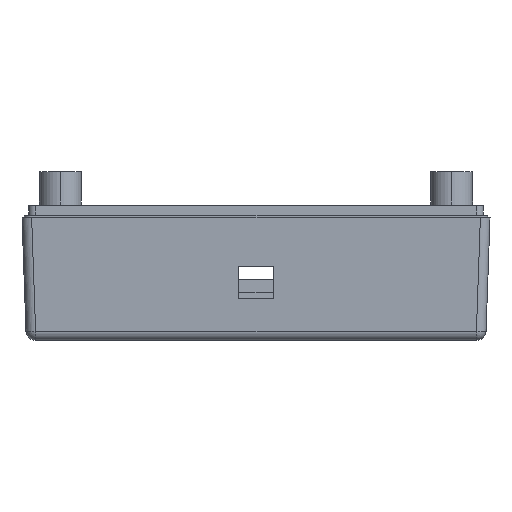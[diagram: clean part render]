
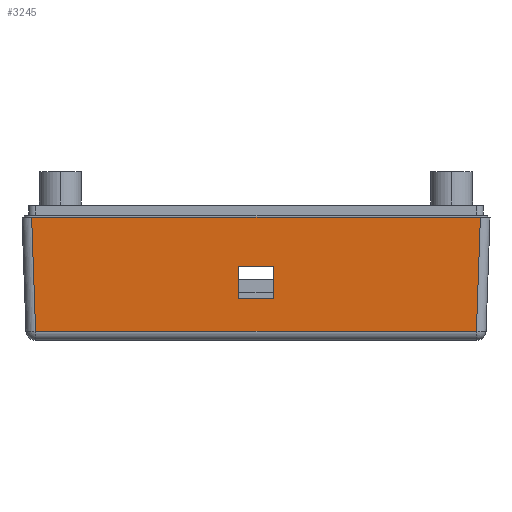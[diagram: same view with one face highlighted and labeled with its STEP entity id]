
A CAD part, left-side view. The second image highlights one B-rep face of the part: STEP entity #3245.
In plain terms, the highlighted planar face has unit normal (-0.999, 0, -0.035).
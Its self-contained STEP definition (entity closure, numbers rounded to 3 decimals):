
#4 = CARTESIAN_POINT ( 'NONE',  ( -52.945, 2.75, -15. ) ) ;
#68 = LINE ( 'NONE', #1400, #3077 ) ;
#148 = LINE ( 'NONE', #3350, #3792 ) ;
#247 = DIRECTION ( 'NONE',  ( -0.999, 0., -0.035 ) ) ;
#294 = VERTEX_POINT ( 'NONE', #300 ) ;
#300 = CARTESIAN_POINT ( 'NONE',  ( -52.491, -2.75, -28. ) ) ;
#395 = ORIENTED_EDGE ( 'NONE', *, *, #1226, .T. ) ;
#440 = EDGE_CURVE ( 'NONE', #1016, #2921, #3632, .T. ) ;
#461 = PLANE ( 'NONE',  #1120 ) ;
#465 = CARTESIAN_POINT ( 'NONE',  ( -52.665, 2.75, -23. ) ) ;
#515 = EDGE_CURVE ( 'NONE', #1881, #1318, #3748, .T. ) ;
#527 = EDGE_CURVE ( 'NONE', #2877, #1541, #3338, .T. ) ;
#590 = CARTESIAN_POINT ( 'NONE',  ( -52.858, -34.859, -17.487 ) ) ;
#592 = VECTOR ( 'NONE', #3513, 1000. ) ;
#739 = DIRECTION ( 'NONE',  ( 0., -1., 0. ) ) ;
#757 = DIRECTION ( 'NONE',  ( -0.035, 0., 0.999 ) ) ;
#842 = CARTESIAN_POINT ( 'NONE',  ( -52.934, 34.935, -15.3 ) ) ;
#1016 = VERTEX_POINT ( 'NONE', #1815 ) ;
#1120 = AXIS2_PLACEMENT_3D ( 'NONE', #1482, #247, #757 ) ;
#1224 = CARTESIAN_POINT ( 'NONE',  ( -52.934, 36.445, -15.3 ) ) ;
#1226 = EDGE_CURVE ( 'NONE', #294, #2871, #148, .T. ) ;
#1242 = EDGE_LOOP ( 'NONE', ( #3672, #2770, #2763, #395 ) ) ;
#1318 = VERTEX_POINT ( 'NONE', #1888 ) ;
#1400 = CARTESIAN_POINT ( 'NONE',  ( -52.945, -2.75, -15. ) ) ;
#1418 = VECTOR ( 'NONE', #3292, 1000. ) ;
#1482 = CARTESIAN_POINT ( 'NONE',  ( -52.945, 36.445, -15. ) ) ;
#1497 = VECTOR ( 'NONE', #739, 1000. ) ;
#1516 = DIRECTION ( 'NONE',  ( 0.035, 0., -0.999 ) ) ;
#1541 = VERTEX_POINT ( 'NONE', #1860 ) ;
#1560 = CARTESIAN_POINT ( 'NONE',  ( -52.314, 36.445, -33.052 ) ) ;
#1692 = DIRECTION ( 'NONE',  ( 0., 1., 0. ) ) ;
#1707 = EDGE_CURVE ( 'NONE', #1881, #1016, #3466, .T. ) ;
#1724 = CARTESIAN_POINT ( 'NONE',  ( -52.314, -34.315, -33.052 ) ) ;
#1788 = VECTOR ( 'NONE', #2352, 1000. ) ;
#1790 = EDGE_CURVE ( 'NONE', #2871, #2877, #2782, .T. ) ;
#1801 = ORIENTED_EDGE ( 'NONE', *, *, #515, .F. ) ;
#1815 = CARTESIAN_POINT ( 'NONE',  ( -52.314, 34.315, -33.052 ) ) ;
#1860 = CARTESIAN_POINT ( 'NONE',  ( -52.665, -2.75, -23. ) ) ;
#1873 = ORIENTED_EDGE ( 'NONE', *, *, #2949, .T. ) ;
#1881 = VERTEX_POINT ( 'NONE', #842 ) ;
#1888 = CARTESIAN_POINT ( 'NONE',  ( -52.934, -34.935, -15.3 ) ) ;
#2128 = CARTESIAN_POINT ( 'NONE',  ( -52.946, 34.947, -14.948 ) ) ;
#2352 = DIRECTION ( 'NONE',  ( 0.035, -0.035, -0.999 ) ) ;
#2423 = VECTOR ( 'NONE', #3381, 1000. ) ;
#2756 = FACE_BOUND ( 'NONE', #1242, .T. ) ;
#2763 = ORIENTED_EDGE ( 'NONE', *, *, #3999, .T. ) ;
#2770 = ORIENTED_EDGE ( 'NONE', *, *, #527, .T. ) ;
#2782 = LINE ( 'NONE', #4, #3480 ) ;
#2871 = VERTEX_POINT ( 'NONE', #3255 ) ;
#2877 = VERTEX_POINT ( 'NONE', #465 ) ;
#2921 = VERTEX_POINT ( 'NONE', #1724 ) ;
#2949 = EDGE_CURVE ( 'NONE', #2921, #1318, #3894, .T. ) ;
#3077 = VECTOR ( 'NONE', #1516, 1000. ) ;
#3102 = CARTESIAN_POINT ( 'NONE',  ( -52.665, 36.445, -23. ) ) ;
#3227 = ORIENTED_EDGE ( 'NONE', *, *, #1707, .T. ) ;
#3245 = ADVANCED_FACE ( 'NONE', ( #2756, #4006 ), #461, .T. ) ;
#3255 = CARTESIAN_POINT ( 'NONE',  ( -52.491, 2.75, -28. ) ) ;
#3285 = ORIENTED_EDGE ( 'NONE', *, *, #440, .T. ) ;
#3292 = DIRECTION ( 'NONE',  ( 0., -1., 0. ) ) ;
#3337 = EDGE_LOOP ( 'NONE', ( #3285, #1873, #1801, #3227 ) ) ;
#3338 = LINE ( 'NONE', #3102, #592 ) ;
#3350 = CARTESIAN_POINT ( 'NONE',  ( -52.491, 36.445, -28. ) ) ;
#3381 = DIRECTION ( 'NONE',  ( -0.035, -0.035, 0.999 ) ) ;
#3466 = LINE ( 'NONE', #2128, #1788 ) ;
#3480 = VECTOR ( 'NONE', #3710, 1000. ) ;
#3513 = DIRECTION ( 'NONE',  ( 0., -1., 0. ) ) ;
#3632 = LINE ( 'NONE', #1560, #1497 ) ;
#3672 = ORIENTED_EDGE ( 'NONE', *, *, #1790, .T. ) ;
#3710 = DIRECTION ( 'NONE',  ( -0.035, 0., 0.999 ) ) ;
#3748 = LINE ( 'NONE', #1224, #1418 ) ;
#3792 = VECTOR ( 'NONE', #1692, 1000. ) ;
#3894 = LINE ( 'NONE', #590, #2423 ) ;
#3999 = EDGE_CURVE ( 'NONE', #1541, #294, #68, .T. ) ;
#4006 = FACE_OUTER_BOUND ( 'NONE', #3337, .T. ) ;
